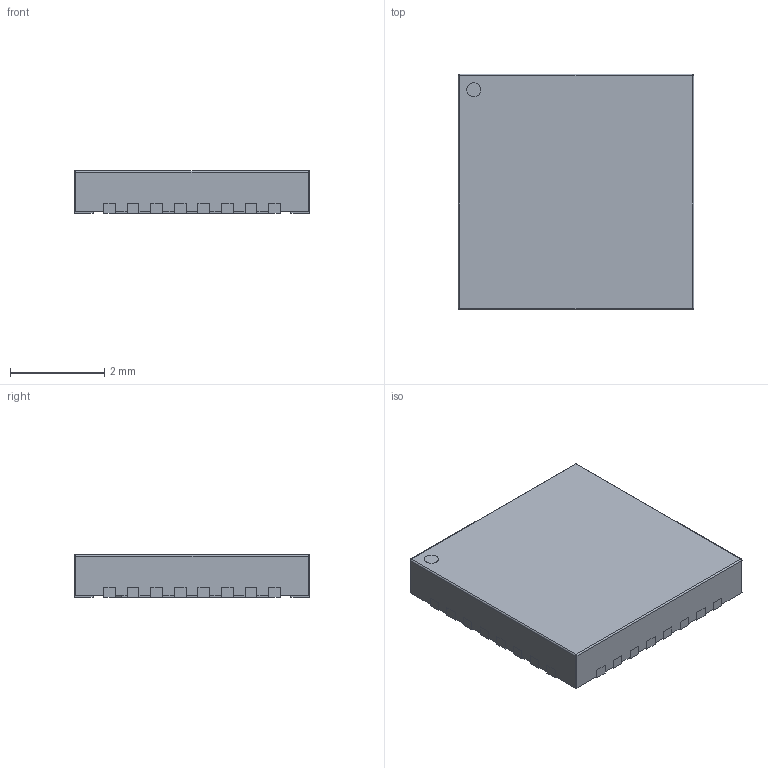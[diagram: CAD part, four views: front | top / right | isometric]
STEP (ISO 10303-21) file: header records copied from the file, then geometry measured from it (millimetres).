
FILE_DESCRIPTION (( 'STEP AP214' ), '1' );
FILE_NAME ('NPM1300-QEAA-R7.STEP', '2024-07-22T03:31:12', ( '' ), ( '' ), 'SwSTEP 2.0', 'SolidWorks 2022', '' );
FILE_SCHEMA (( 'AUTOMOTIVE_DESIGN' ));
Length unit declared in the file: millimetre
Products named in the file (1): NPM1300-QEAA-R7
Bounding box: 5 x 5 x 0.9 mm (x, y, z)
Volume: 22.2 mm3; surface area: 111.3 mm2
Topology: 35 solids, 35 shells, 358 faces, 850 edges, 560 vertices
Faces by surface type: plane 342, cylinder 12, sphere 4
Entity records: 10418 total; most frequent: CARTESIAN_POINT 1765, ORIENTED_EDGE 1692, DIRECTION 1588, EDGE_CURVE 846, VECTOR 822, LINE 822, VERTEX_POINT 560, AXIS2_PLACEMENT_3D 383
